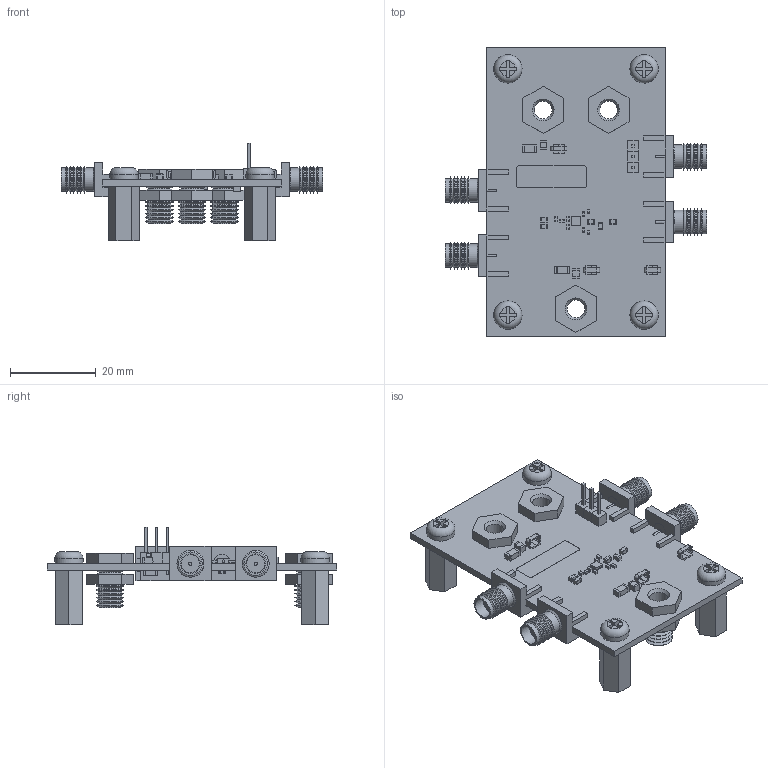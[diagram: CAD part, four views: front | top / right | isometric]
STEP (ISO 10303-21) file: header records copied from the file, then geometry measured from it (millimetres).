
FILE_DESCRIPTION(('Open CASCADE Model'),'2;1');
FILE_NAME('Open CASCADE Shape Model','2025-10-16T14:43:23',('Author'),( 'Open CASCADE'),'Open CASCADE STEP processor 7.5','Open CASCADE 7.5' ,'Unknown');
FILE_SCHEMA(('AUTOMOTIVE_DESIGN { 1 0 10303 214 1 1 1 1 }'));
Length unit declared in the file: millimetre
Products named in the file (100): PCB; Board; Open CASCADE STEP translator 7.5 1.1.1; R10; 6539102784; Extruded; 6539102624; R9; R1; 6539102144; 6539101984; R2; J3; Johnson_142-0701-851; U1; DSG0008A; BODY-SON; FRAME-DSG0008A; Open CASCADE STEP translator 7.5 1.7.1.2.1; Open CASCADE STEP translator 7.5 1.7.1.2.2; Open CASCADE STEP translator 7.5 1.7.1.2.3; Open CASCADE STEP translator 7.5 1.7.1.2.4; Open CASCADE STEP translator 7.5 1.7.1.2.5; Open CASCADE STEP translator 7.5 1.7.1.2.6; Open CASCADE STEP translator 7.5 1.7.1.2.7; Open CASCADE STEP translator 7.5 1.7.1.2.8; Open CASCADE STEP translator 7.5 1.7.1.2.9; PIN1-ID; H8; Keystone_1902C; H7; H6; H5; H4; B_F_NY PMS 440 0025 PH; H3; H2; H1; LBL1; 6539104064 ...
Assembly tree (158 placements, depth 5):
  PCB
    Board
      Open CASCADE STEP translator 7.5 1.1.1
    R10
      6539102784  x2
        Extruded
      6539102624
        Extruded
    R9
      6539102784  x2
        Extruded
      6539102624
        Extruded
    R1
      6539102144  x2
        Extruded
      6539101984
        Extruded
    R2
      6539102144  x2
        Extruded
      6539101984
        Extruded
    J3
      Johnson_142-0701-851
    U1
      DSG0008A
        BODY-SON
        FRAME-DSG0008A
          Open CASCADE STEP translator 7.5 1.7.1.2.1
          Open CASCADE STEP translator 7.5 1.7.1.2.2
          Open CASCADE STEP translator 7.5 1.7.1.2.3
          Open CASCADE STEP translator 7.5 1.7.1.2.4
          Open CASCADE STEP translator 7.5 1.7.1.2.5
          Open CASCADE STEP translator 7.5 1.7.1.2.6
          Open CASCADE STEP translator 7.5 1.7.1.2.7
          Open CASCADE STEP translator 7.5 1.7.1.2.8
          Open CASCADE STEP translator 7.5 1.7.1.2.9
        PIN1-ID
    H8
      Keystone_1902C
    H7
      Keystone_1902C
    H6
      Keystone_1902C
    H5
      Keystone_1902C
    H4
      B_F_NY PMS 440 0025 PH
    H3
      B_F_NY PMS 440 0025 PH
    H2
      B_F_NY PMS 440 0025 PH
    H1
      B_F_NY PMS 440 0025 PH
    LBL1
      6539104064
        Extruded
    C1
      6539103984  x2
Bounding box: 61.06 x 67.56 x 22.69 mm (x, y, z)
Volume: 8866.2 mm3; surface area: 14168.7 mm2
Topology: 95 solids, 95 shells, 1336 faces, 3152 edges, 2044 vertices
Faces by surface type: plane 946, cone 212, cylinder 170, extrusion 4, torus 4
Full cylindrical faces by diameter (mm): 0.762 x4, 0.889 x4, 1.016 x3, 2.845 x56, 3.2 x8, 3.81 x4, 4.14 x3, 4.267 x4, 4.597 x4, 5.486 x28, 6.452 x21, 6.604 x4, 6.858 x3
Entity records: 17536 total; most frequent: CARTESIAN_POINT 2937, DIRECTION 2685, ORIENTED_EDGE 2482, EDGE_CURVE 1241, VECTOR 925, LINE 924, AXIS2_PLACEMENT_3D 880, VERTEX_POINT 810
